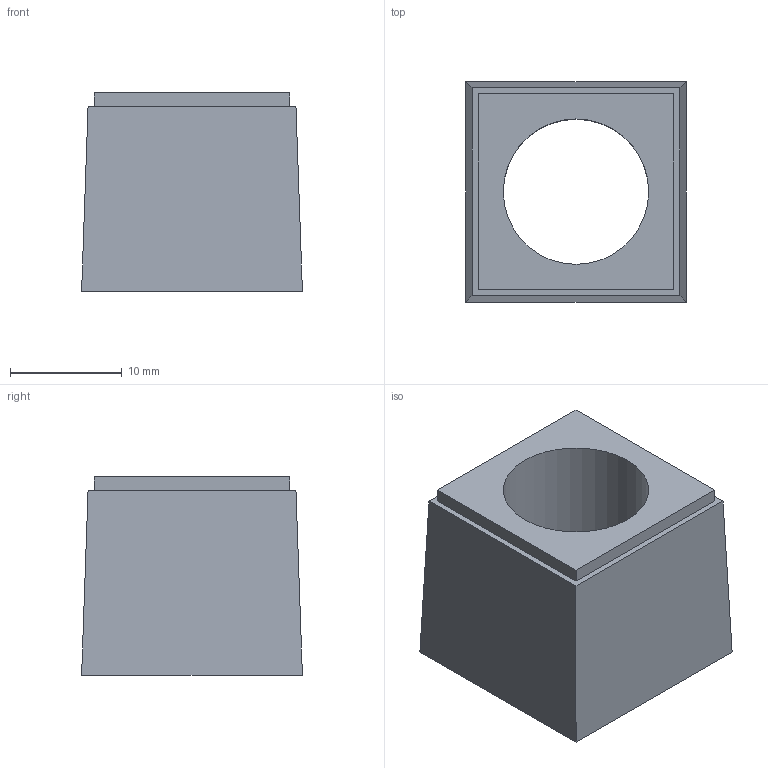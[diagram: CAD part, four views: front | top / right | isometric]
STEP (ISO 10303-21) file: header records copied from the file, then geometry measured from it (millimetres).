
FILE_DESCRIPTION(/* description */ (''),/* implementation_level */ '2;1');
FILE_NAME(/* name */ 'KDS-DE_12-13_kunden_info.stp',/* time_stamp */ '2018-02-12T13:23:46+01:00',/* author */ (''),/* organization */ (''),/* preprocessor_version */ 'ST-DEVELOPER v16',/* originating_system */ 'SIEMENS PLM Software NX 10.0',/* authorisation */ '');
FILE_SCHEMA (('CONFIG_CONTROL_DESIGN'));
Length unit declared in the file: millimetre
Products named in the file (1): KDS-DE_12-13_kunden_info
Bounding box: 19.71 x 19.71 x 17.7 mm (x, y, z)
Volume: 4057.8 mm3; surface area: 2559.8 mm2
Topology: 1 solids, 1 shells, 101 faces, 255 edges, 170 vertices
Faces by surface type: plane 83, extrusion 15, cylinder 3
Full cylindrical faces by diameter (mm): 5 x2, 12.985 x1
Entity records: 3553 total; most frequent: CARTESIAN_POINT 1325, ORIENTED_EDGE 504, DIRECTION 299, EDGE_CURVE 252, VERTEX_POINT 170, B_SPLINE_CURVE_WITH_KNOTS 163, EDGE_LOOP 120, VECTOR 113
